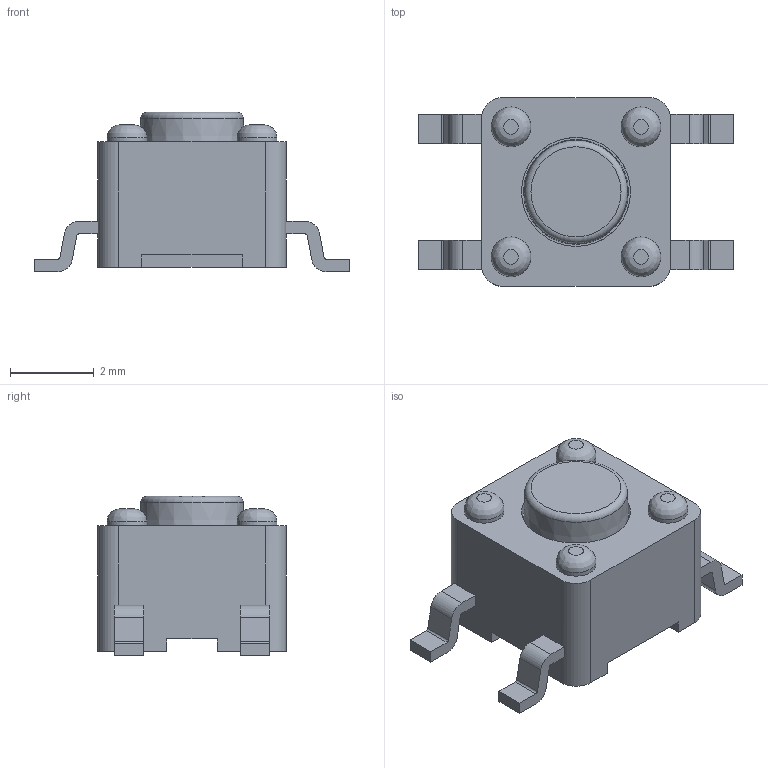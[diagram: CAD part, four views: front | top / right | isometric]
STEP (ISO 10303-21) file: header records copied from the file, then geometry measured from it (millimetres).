
FILE_DESCRIPTION(/* description */ (' '),/* implementation_level */ '2;1');
FILE_NAME(/* name */ 'BUTTON-ESWITCH-TL3305AF260QG.stp',/* time_stamp */ '2025-03-17T14:45:52+01:00',/* author */ ('remi.decoster'),/* organization */ (' '),/* preprocessor_version */ 'ST-DEVELOPER v18.1',/* originating_system */ 'Autodesk Inventor 2021',/* authorisation */ ' ');
FILE_SCHEMA (('CONFIG_CONTROL_DESIGN'));
Length unit declared in the file: millimetre
Products named in the file (1): BUTTON-ESWITCH-TL3305AF260QG
Bounding box: 7.5 x 4.5 x 3.8 mm (x, y, z)
Volume: 49.9 mm3; surface area: 185.7 mm2
Topology: 1 solids, 5 shells, 185 faces, 500 edges, 338 vertices
Faces by surface type: plane 130, cylinder 48, bspline 4, torus 1, cone 1, sphere 1
Full cylindrical faces by diameter (mm): 0.65 x4, 0.7 x4, 0.95 x4, 1.04 x1, 2.6 x1
Entity records: 6206 total; most frequent: CARTESIAN_POINT 1127, DIRECTION 1019, ORIENTED_EDGE 998, EDGE_CURVE 499, LINE 343, VECTOR 343, VERTEX_POINT 338, AXIS2_PLACEMENT_3D 338
